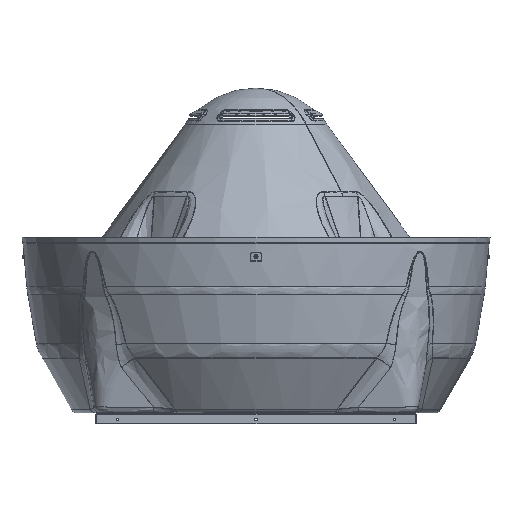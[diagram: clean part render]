
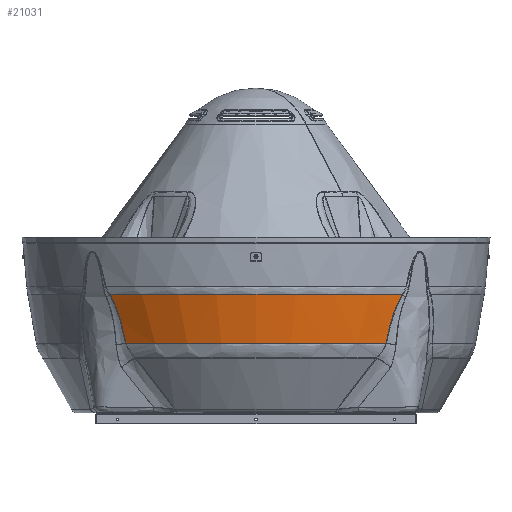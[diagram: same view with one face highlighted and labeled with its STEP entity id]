
A CAD part, left-side view. The second image highlights one B-rep face of the part: STEP entity #21031.
In plain terms, the highlighted conical face has half-angle 10 degrees and reference radius 785.454 mm.
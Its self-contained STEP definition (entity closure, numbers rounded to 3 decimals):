
#2301 = EDGE_LOOP ( 'NONE', ( #26467, #30184, #92354, #80985 ) ) ;
#3634 = CARTESIAN_POINT ( 'NONE',  ( -605.211, 377.443, 489.917 ) ) ;
#11258 = CARTESIAN_POINT ( 'NONE',  ( -607.283, 249.809, -450.507 ) ) ;
#12200 = CARTESIAN_POINT ( 'NONE',  ( -606.781, 242.486, 449.015 ) ) ;
#12583 = CARTESIAN_POINT ( 'NONE',  ( -608.806, 336.543, 473.783 ) ) ;
#13518 = DIRECTION ( 'NONE',  ( 0., 0., 1. ) ) ;
#13848 = AXIS2_PLACEMENT_3D ( 'NONE', #36519, #80457, #89053 ) ;
#17447 = CARTESIAN_POINT ( 'NONE',  ( -600.142, 403.16, 503.191 ) ) ;
#20260 = CARTESIAN_POINT ( 'NONE',  ( -600.142, 403.16, -503.191 ) ) ;
#21031 = ADVANCED_FACE ( 'NONE', ( #27704 ), #82084, .T. ) ;
#21190 = CARTESIAN_POINT ( 'NONE',  ( -601.664, 396.875, 499.64 ) ) ;
#26467 = ORIENTED_EDGE ( 'NONE', *, *, #78235, .F. ) ;
#27704 = FACE_OUTER_BOUND ( 'NONE', #2301, .T. ) ;
#29237 = CARTESIAN_POINT ( 'NONE',  ( -609.2, 293.403, -460.771 ) ) ;
#29616 = CARTESIAN_POINT ( 'NONE',  ( -608.137, 264.426, -453.676 ) ) ;
#29990 = CARTESIAN_POINT ( 'NONE',  ( -609.076, 329.068, -471.284 ) ) ;
#30168 = CARTESIAN_POINT ( 'NONE',  ( -607.285, 249.848, 450.515 ) ) ;
#30184 = ORIENTED_EDGE ( 'NONE', *, *, #60504, .F. ) ;
#30548 = CARTESIAN_POINT ( 'NONE',  ( -609.363, 308.162, 464.858 ) ) ;
#32289 = B_SPLINE_CURVE_WITH_KNOTS ( 'NONE', 3,
 ( #92425, #55849, #21190, #74853, #48052, #3634, #83468, #37971, #100978, #12583, #83841, #92051, #30548, #46915, #38350, #92820, #100602, #38739, #109568, #30168, #12200, #39508 ),
 .UNSPECIFIED., .F., .F.,
 ( 4, 2, 2, 2, 2, 2, 2, 2, 2, 2, 4 ),
 ( 0., 0.063, 0.125, 0.25, 0.375, 0.5, 0.625, 0.688, 0.75, 0.875, 1. ),
 .UNSPECIFIED. ) ;
#34942 = CARTESIAN_POINT ( 'NONE',  ( -606.209, 235.104, 447.599 ) ) ;
#36519 = CARTESIAN_POINT ( 'NONE',  ( 0., 403.16, 0. ) ) ;
#37971 = CARTESIAN_POINT ( 'NONE',  ( -607.484, 357.276, 481.387 ) ) ;
#38350 = CARTESIAN_POINT ( 'NONE',  ( -609.181, 293.686, 460.876 ) ) ;
#38565 = CARTESIAN_POINT ( 'NONE',  ( -606.209, 235.104, -447.599 ) ) ;
#38739 = CARTESIAN_POINT ( 'NONE',  ( -608.495, 271.843, 455.383 ) ) ;
#39313 = CARTESIAN_POINT ( 'NONE',  ( -606.78, 242.471, -449.012 ) ) ;
#39508 = CARTESIAN_POINT ( 'NONE',  ( -606.209, 235.104, 447.599 ) ) ;
#46915 = CARTESIAN_POINT ( 'NONE',  ( -609.245, 297.315, 461.851 ) ) ;
#47127 = CARTESIAN_POINT ( 'NONE',  ( -609.02, 286.192, -458.898 ) ) ;
#47495 = CARTESIAN_POINT ( 'NONE',  ( -607.596, 355.306, -480.68 ) ) ;
#48052 = CARTESIAN_POINT ( 'NONE',  ( -603.582, 387.242, 494.645 ) ) ;
#55673 = CARTESIAN_POINT ( 'NONE',  ( -607.45, 357.039, -481.356 ) ) ;
#55849 = CARTESIAN_POINT ( 'NONE',  ( -600.94, 400.038, 501.381 ) ) ;
#56423 = CARTESIAN_POINT ( 'NONE',  ( -600.935, 400.06, -501.394 ) ) ;
#58223 = VERTEX_POINT ( 'NONE', #94757 ) ;
#60504 = EDGE_CURVE ( 'NONE', #95184, #58223, #108250, .T. ) ;
#63790 = DIRECTION ( 'NONE',  ( 0., 0., 1. ) ) ;
#64592 = CARTESIAN_POINT ( 'NONE',  ( -606.972, 362.204, -483.422 ) ) ;
#71649 = AXIS2_PLACEMENT_3D ( 'NONE', #101870, #75368, #13518 ) ;
#73548 = CARTESIAN_POINT ( 'NONE',  ( -608.236, 346.613, -477.392 ) ) ;
#73914 = CARTESIAN_POINT ( 'NONE',  ( -609.344, 314.884, -466.835 ) ) ;
#74294 = CARTESIAN_POINT ( 'NONE',  ( -608.825, 336.117, -473.636 ) ) ;
#74853 = CARTESIAN_POINT ( 'NONE',  ( -602.985, 390.477, 496.271 ) ) ;
#75368 = DIRECTION ( 'NONE',  ( 0., 1., 0. ) ) ;
#78235 = EDGE_CURVE ( 'NONE', #58223, #78239, #112754, .T. ) ;
#78239 = VERTEX_POINT ( 'NONE', #17447 ) ;
#79383 = EDGE_CURVE ( 'NONE', #80075, #95184, #94585, .T. ) ;
#80075 = VERTEX_POINT ( 'NONE', #34942 ) ;
#80457 = DIRECTION ( 'NONE',  ( 0., 1., 0. ) ) ;
#80538 = CARTESIAN_POINT ( 'NONE',  ( 0., 235.104, 0. ) ) ;
#80917 = DIRECTION ( 'NONE',  ( 0., -1., 0. ) ) ;
#80985 = ORIENTED_EDGE ( 'NONE', *, *, #100931, .F. ) ;
#82084 = CONICAL_SURFACE ( 'NONE', #71649, 785.454, 0.175 ) ;
#82513 = CARTESIAN_POINT ( 'NONE',  ( -608.489, 271.704, -455.351 ) ) ;
#83468 = CARTESIAN_POINT ( 'NONE',  ( -606.081, 370.787, 486.965 ) ) ;
#83841 = CARTESIAN_POINT ( 'NONE',  ( -609.062, 329.52, 471.432 ) ) ;
#89053 = DIRECTION ( 'NONE',  ( 0., 0., 1. ) ) ;
#91097 = CARTESIAN_POINT ( 'NONE',  ( -605.21, 377.455, -489.921 ) ) ;
#91503 = CARTESIAN_POINT ( 'NONE',  ( -603.574, 387.285, -494.666 ) ) ;
#91962 = CARTESIAN_POINT ( 'NONE',  ( -606.209, 235.104, -447.599 ) ) ;
#92051 = CARTESIAN_POINT ( 'NONE',  ( -609.341, 315.33, 466.969 ) ) ;
#92249 = CARTESIAN_POINT ( 'NONE',  ( -609.362, 307.749, -464.739 ) ) ;
#92354 = ORIENTED_EDGE ( 'NONE', *, *, #79383, .F. ) ;
#92425 = CARTESIAN_POINT ( 'NONE',  ( -600.142, 403.16, 503.191 ) ) ;
#92820 = CARTESIAN_POINT ( 'NONE',  ( -609.005, 286.42, 458.983 ) ) ;
#94585 = CIRCLE ( 'NONE', #96732, 753.547 ) ;
#94757 = CARTESIAN_POINT ( 'NONE',  ( -600.142, 403.16, -503.191 ) ) ;
#95184 = VERTEX_POINT ( 'NONE', #91962 ) ;
#96732 = AXIS2_PLACEMENT_3D ( 'NONE', #80538, #80917, #63790 ) ;
#100602 = CARTESIAN_POINT ( 'NONE',  ( -608.894, 282.78, 458.063 ) ) ;
#100809 = CARTESIAN_POINT ( 'NONE',  ( -602.976, 390.523, -496.295 ) ) ;
#100931 = EDGE_CURVE ( 'NONE', #78239, #80075, #32289, .T. ) ;
#100978 = CARTESIAN_POINT ( 'NONE',  ( -608.017, 350.421, 478.761 ) ) ;
#101187 = CARTESIAN_POINT ( 'NONE',  ( -606.087, 370.747, -486.946 ) ) ;
#101566 = CARTESIAN_POINT ( 'NONE',  ( -607.138, 360.488, -482.727 ) ) ;
#101870 = CARTESIAN_POINT ( 'NONE',  ( 0., 416.059, 0. ) ) ;
#108250 = B_SPLINE_CURVE_WITH_KNOTS ( 'NONE', 3,
 ( #38565, #39313, #11258, #29616, #82513, #47127, #29237, #92249, #73914, #29990, #74294, #73548, #110515, #47495, #55673, #101566, #64592, #101187, #91097, #91503, #100809, #109769, #56423, #20260 ),
 .UNSPECIFIED., .F., .F.,
 ( 4, 2, 2, 2, 2, 2, 2, 2, 2, 2, 2, 4 ),
 ( 0., 0.125, 0.25, 0.375, 0.5, 0.625, 0.688, 0.719, 0.75, 0.875, 0.938, 1. ),
 .UNSPECIFIED. ) ;
#109568 = CARTESIAN_POINT ( 'NONE',  ( -608.143, 264.526, 453.699 ) ) ;
#109769 = CARTESIAN_POINT ( 'NONE',  ( -601.656, 396.911, -499.659 ) ) ;
#110515 = CARTESIAN_POINT ( 'NONE',  ( -608.004, 350.099, -478.682 ) ) ;
#112754 = CIRCLE ( 'NONE', #13848, 783.18 ) ;
